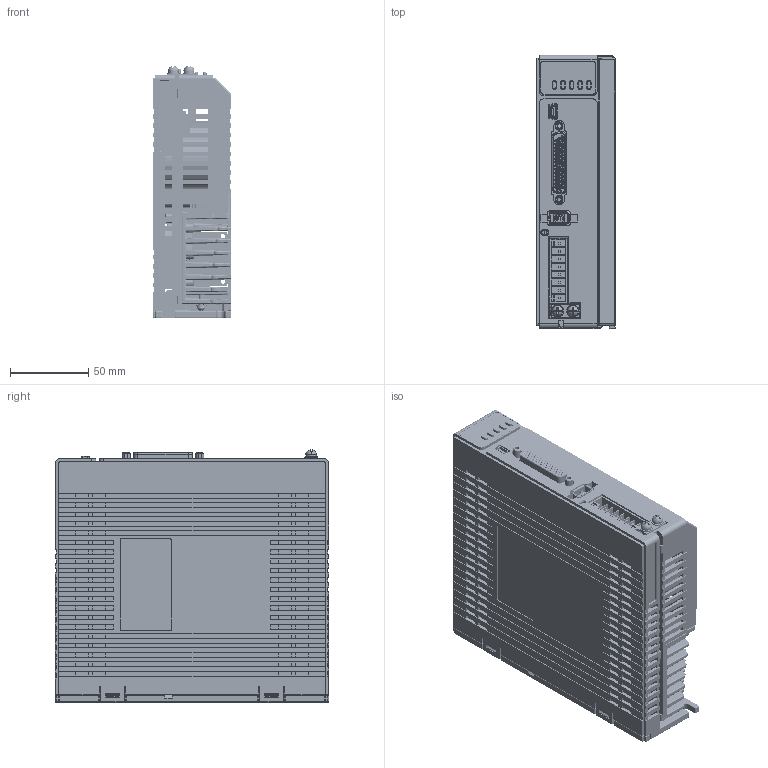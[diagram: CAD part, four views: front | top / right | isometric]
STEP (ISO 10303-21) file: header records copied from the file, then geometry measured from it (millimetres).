
FILE_DESCRIPTION((''),'2;1');
FILE_NAME('BREP_WITH_VOIDS_241336','2019-08-15T',('sunjun'),(''),'PRO/ENGINEER BY PARAMETRIC TECHNOLOGY CORPORATION, 2008090','PRO/ENGINEER BY PARAMETRIC TECHNOLOGY CORPORATION, 2008090','');
FILE_SCHEMA(('CONFIG_CONTROL_DESIGN'));
Products named in the file (1): BREP_WITH_VOIDS_241336
Bounding box: 50 x 175 x 161.49 mm (x, y, z)
Volume: 476993 mm3; surface area: 335988.2 mm2
Topology: 1 solids, 2 shells, 6976 faces, 19019 edges, 11684 vertices
Faces by surface type: plane 3800, cylinder 1721, bspline 607, sphere 359, torus 288, cone 187, extrusion 14
Entity records: 241758 total; most frequent: CARTESIAN_POINT 70332, ORIENTED_EDGE 37326, DIRECTION 33342, EDGE_CURVE 18663, VECTOR 12888, LINE 12874, VERTEX_POINT 11684, AXIS2_PLACEMENT_3D 10227
